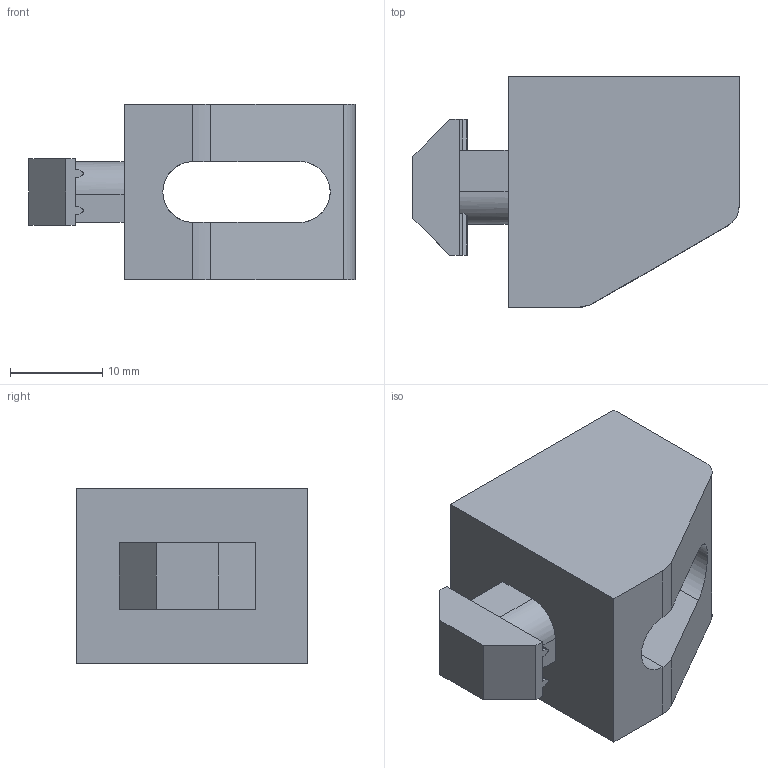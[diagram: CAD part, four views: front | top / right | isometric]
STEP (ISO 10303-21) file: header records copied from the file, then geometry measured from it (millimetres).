
FILE_DESCRIPTION (( 'STEP AP203' ), '1' );
FILE_NAME ('285615007_c_1.STEP', '2022-07-26T14:39:23', ( '' ), ( '' ), 'SwSTEP 2.0', 'SolidWorks 2014', '' );
FILE_SCHEMA (( 'CONFIG_CONTROL_DESIGN' ));
Length unit declared in the file: millimetre
Products named in the file (1): 285615007_c_1
Bounding box: 35.3 x 25 x 19 mm (x, y, z)
Volume: 8612.5 mm3; surface area: 4000.9 mm2
Topology: 1 solids, 1 shells, 51 faces, 147 edges, 98 vertices
Faces by surface type: plane 40, cylinder 11
Entity records: 1755 total; most frequent: CARTESIAN_POINT 332, ORIENTED_EDGE 294, DIRECTION 263, EDGE_CURVE 147, VECTOR 117, LINE 117, VERTEX_POINT 98, AXIS2_PLACEMENT_3D 73
